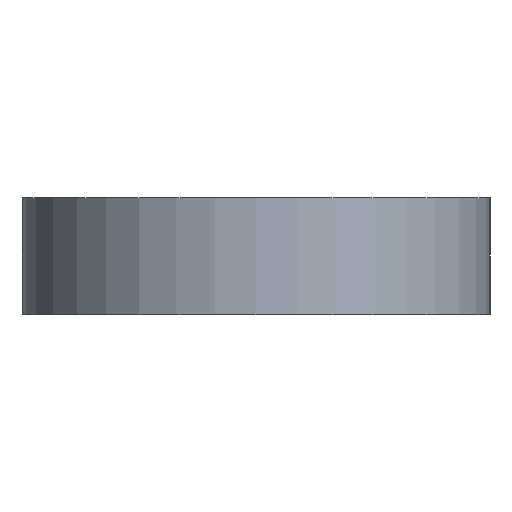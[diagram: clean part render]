
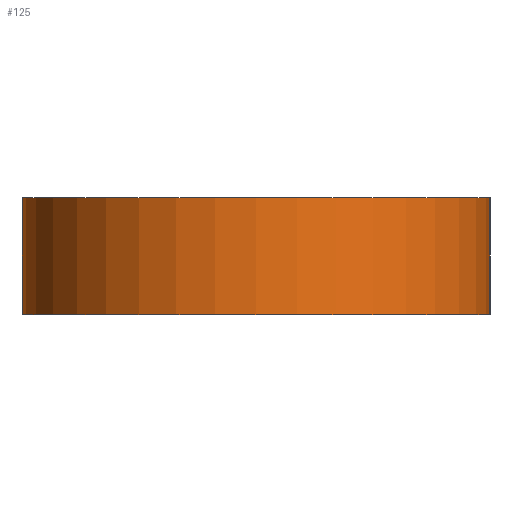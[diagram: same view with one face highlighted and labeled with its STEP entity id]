
A CAD part, left-side view. The second image highlights one B-rep face of the part: STEP entity #125.
In plain terms, the highlighted cylindrical face has radius 10 mm (diameter 20 mm), a partial arc.
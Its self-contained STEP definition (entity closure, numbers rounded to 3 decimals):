
#67=CARTESIAN_POINT('',(-120.,10.,0.));
#68=VERTEX_POINT('',#67);
#75=CARTESIAN_POINT('',(-120.,10.,5.));
#76=VERTEX_POINT('',#75);
#77=CARTESIAN_POINT('',(-120.,10.,0.));
#78=DIRECTION('',(0.,0.,1.));
#79=VECTOR('',#78,5.);
#80=LINE('',#77,#79);
#81=EDGE_CURVE('',#68,#76,#80,.T.);
#93=CARTESIAN_POINT('',(-120.,0.,0.));
#94=DIRECTION('',(0.,1.,0.));
#95=DIRECTION('',(0.,0.,1.));
#96=AXIS2_PLACEMENT_3D('',#93,#95,#94);
#97=CYLINDRICAL_SURFACE('',#96,10.);
#98=CARTESIAN_POINT('',(-120.,-10.,0.));
#99=VERTEX_POINT('',#98);
#100=CARTESIAN_POINT('',(-120.,0.,0.));
#101=DIRECTION('',(0.,1.,0.));
#102=DIRECTION('',(0.,0.,1.));
#103=AXIS2_PLACEMENT_3D('',#100,#102,#101);
#104=CIRCLE('',#103,10.);
#105=EDGE_CURVE('',#68,#99,#104,.T.);
#106=ORIENTED_EDGE('E3',*,*,#105,.T.);
#107=CARTESIAN_POINT('',(-120.,-10.,5.));
#108=VERTEX_POINT('',#107);
#109=CARTESIAN_POINT('',(-120.,-10.,0.));
#110=DIRECTION('',(0.,0.,1.));
#111=VECTOR('',#110,5.);
#112=LINE('',#109,#111);
#113=EDGE_CURVE('',#99,#108,#112,.T.);
#114=ORIENTED_EDGE('E11',*,*,#113,.T.);
#115=CARTESIAN_POINT('',(-120.,0.,5.));
#116=DIRECTION('',(0.,1.,0.));
#117=DIRECTION('',(0.,0.,1.));
#118=AXIS2_PLACEMENT_3D('',#115,#117,#116);
#119=CIRCLE('',#118,10.);
#120=EDGE_CURVE('',#76,#108,#119,.T.);
#121=ORIENTED_EDGE('E7',*,*,#120,.F.);
#122=ORIENTED_EDGE('E7',*,*,#81,.F.);
#123=EDGE_LOOP('',(#106,#114,#121,#122));
#124=FACE_OUTER_BOUND('',#123,.T.);
#125=ADVANCED_FACE('F9',(#124),#97,.T.);
